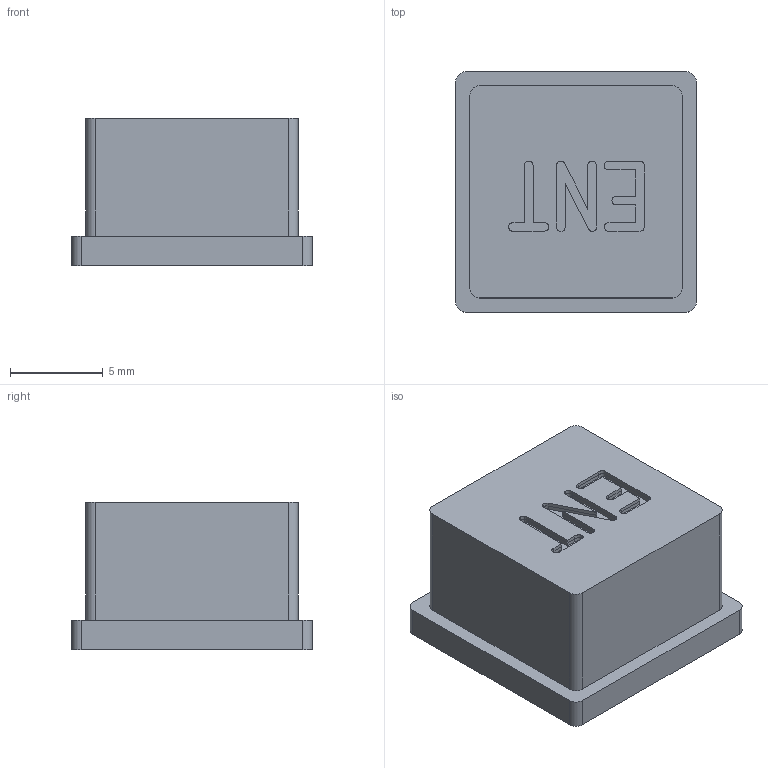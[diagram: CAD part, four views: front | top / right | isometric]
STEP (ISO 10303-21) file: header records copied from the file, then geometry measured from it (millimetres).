
FILE_DESCRIPTION(/* description */ (''),/* implementation_level */ '2;1');
FILE_NAME(/* name */ '2_Upper Instrument Panel/DLP/ENT.step',/* time_stamp */ '2019-12-04T09:20:52+01:00',/* author */ ('Balz Reber'),/* organization */ ('OpenHornet'),/* preprocessor_version */ 'ST-DEVELOPER v18',/* originating_system */ 'Autodesk Translation Framework v8.9.1.1155',/* authorisation */ '');
FILE_SCHEMA (('AUTOMOTIVE_DESIGN { 1 0 10303 214 3 1 1 }'));
Length unit declared in the file: millimetre
Products named in the file (2): UFC SQUARE BUTTON LEGEND ENT; UFC SQUARE BUTTON v1
Assembly tree (1 placements, depth 2):
  UFC SQUARE BUTTON LEGEND ENT
    UFC SQUARE BUTTON v1
Bounding box: 12.95 x 12.95 x 7.94 mm (x, y, z)
Volume: 663.8 mm3; surface area: 1126.1 mm2
Topology: 1 solids, 1 shells, 156 faces, 393 edges, 248 vertices
Faces by surface type: plane 75, bspline 48, cylinder 33
Full cylindrical faces by diameter (mm): 1.181 x1
Entity records: 6245 total; most frequent: CARTESIAN_POINT 2684, ORIENTED_EDGE 786, DIRECTION 611, EDGE_CURVE 393, LINE 253, VECTOR 253, VERTEX_POINT 248, AXIS2_PLACEMENT_3D 179
